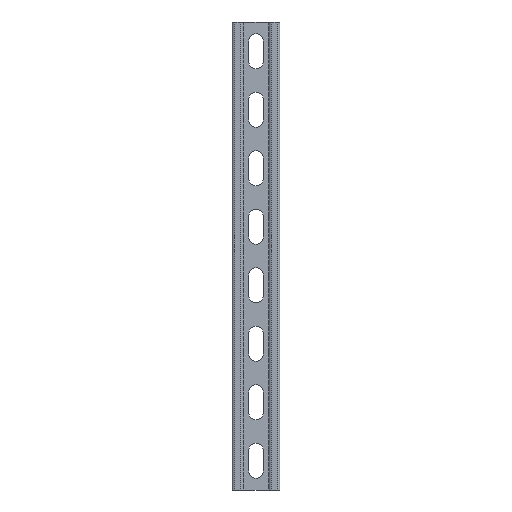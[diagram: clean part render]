
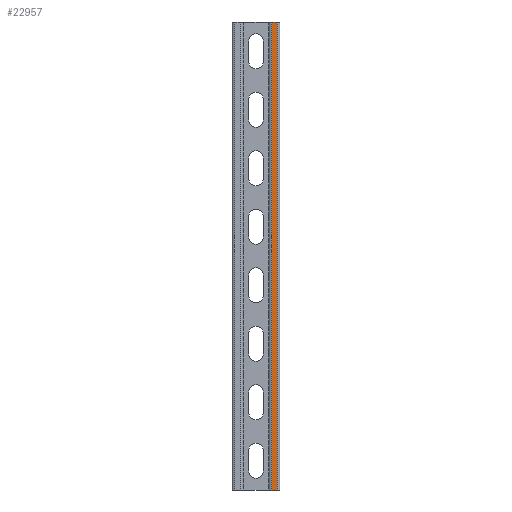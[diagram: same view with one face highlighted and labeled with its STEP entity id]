
A CAD part, front view. The second image highlights one B-rep face of the part: STEP entity #22957.
In plain terms, the highlighted face is planar.
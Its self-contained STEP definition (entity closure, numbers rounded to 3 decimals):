
#202 = VERTEX_POINT ( 'NONE', #10337 ) ;
#872 = CARTESIAN_POINT ( 'NONE',  ( -13.25, 41., -200. ) ) ;
#2181 = ORIENTED_EDGE ( 'NONE', *, *, #13089, .T. ) ;
#2220 = VECTOR ( 'NONE', #5883, 1000. ) ;
#2488 = CARTESIAN_POINT ( 'NONE',  ( -13.25, 41., -400. ) ) ;
#2535 = LINE ( 'NONE', #25345, #2220 ) ;
#3061 = CARTESIAN_POINT ( 'NONE',  ( -18.25, 41., -200. ) ) ;
#3547 = DIRECTION ( 'NONE',  ( 0., 0., -1. ) ) ;
#3617 = CARTESIAN_POINT ( 'NONE',  ( -20.5, 41., 0. ) ) ;
#4513 = CARTESIAN_POINT ( 'NONE',  ( -18.25, 41., 0. ) ) ;
#5632 = ORIENTED_EDGE ( 'NONE', *, *, #10892, .T. ) ;
#5883 = DIRECTION ( 'NONE',  ( 1., 0., 0. ) ) ;
#9357 = VECTOR ( 'NONE', #11649, 1000. ) ;
#10188 = VERTEX_POINT ( 'NONE', #4513 ) ;
#10337 = CARTESIAN_POINT ( 'NONE',  ( -13.25, 41., 0. ) ) ;
#10892 = EDGE_CURVE ( 'NONE', #14767, #10188, #23226, .T. ) ;
#11649 = DIRECTION ( 'NONE',  ( 1., 0., 0. ) ) ;
#12187 = FACE_OUTER_BOUND ( 'NONE', #17458, .T. ) ;
#12841 = AXIS2_PLACEMENT_3D ( 'NONE', #23486, #19370, #3547 ) ;
#13045 = LINE ( 'NONE', #872, #21182 ) ;
#13089 = EDGE_CURVE ( 'NONE', #10188, #202, #20315, .T. ) ;
#14767 = VERTEX_POINT ( 'NONE', #23132 ) ;
#15506 = PLANE ( 'NONE',  #12841 ) ;
#17458 = EDGE_LOOP ( 'NONE', ( #2181, #24847, #20024, #5632 ) ) ;
#18627 = DIRECTION ( 'NONE',  ( 0., 0., 1. ) ) ;
#19370 = DIRECTION ( 'NONE',  ( 0., -1., 0. ) ) ;
#20024 = ORIENTED_EDGE ( 'NONE', *, *, #22383, .F. ) ;
#20315 = LINE ( 'NONE', #3617, #9357 ) ;
#21182 = VECTOR ( 'NONE', #18627, 1000. ) ;
#22383 = EDGE_CURVE ( 'NONE', #14767, #23149, #2535, .T. ) ;
#22917 = VECTOR ( 'NONE', #23093, 1000. ) ;
#22957 = ADVANCED_FACE ( 'NONE', ( #12187 ), #15506, .F. ) ;
#23093 = DIRECTION ( 'NONE',  ( 0., 0., 1. ) ) ;
#23132 = CARTESIAN_POINT ( 'NONE',  ( -18.25, 41., -400. ) ) ;
#23149 = VERTEX_POINT ( 'NONE', #2488 ) ;
#23226 = LINE ( 'NONE', #3061, #22917 ) ;
#23486 = CARTESIAN_POINT ( 'NONE',  ( -20.5, 41., -200. ) ) ;
#24847 = ORIENTED_EDGE ( 'NONE', *, *, #25014, .F. ) ;
#25014 = EDGE_CURVE ( 'NONE', #23149, #202, #13045, .T. ) ;
#25345 = CARTESIAN_POINT ( 'NONE',  ( -20.5, 41., -400. ) ) ;
